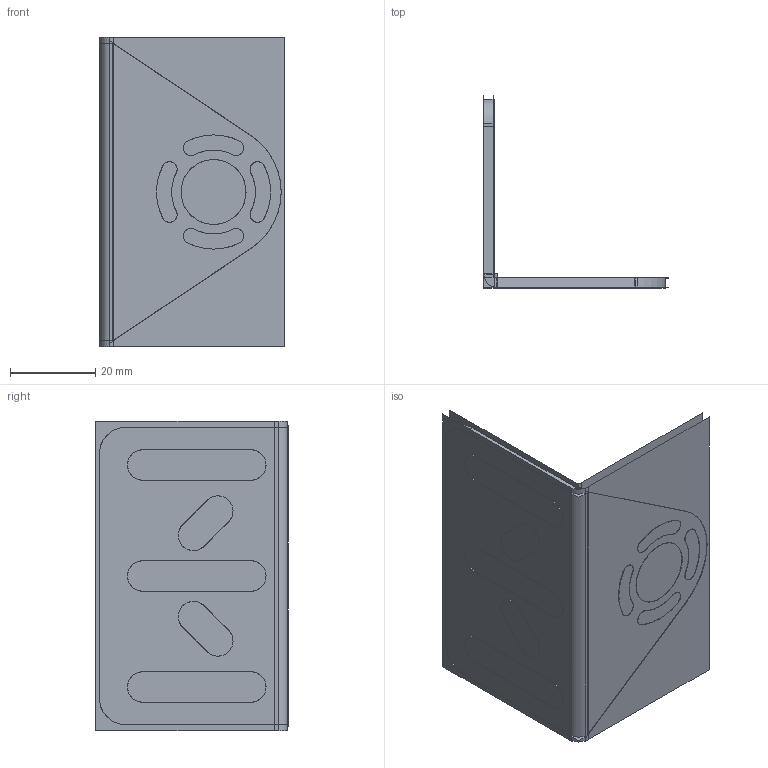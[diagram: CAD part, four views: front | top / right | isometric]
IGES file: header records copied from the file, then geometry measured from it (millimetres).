
Start section:  PTC IGES file: 156666.igs
Global section: file name: 156666.igs; native system: Creo Parametric by PTC Inc.; preprocessor: 2019292; author: PDMAdmin; organization: Unknown; date: 20220722.095444; units: millimetre
Bounding box: 43.45 x 45.13 x 72.64 mm (x, y, z)
Volume: 8054.8 mm3; surface area: 40798.1 mm2
Topology: 1 solids, 1 shells, 110 faces, 590 edges, 756 vertices
Faces by surface type: revolution 68, bspline 42
